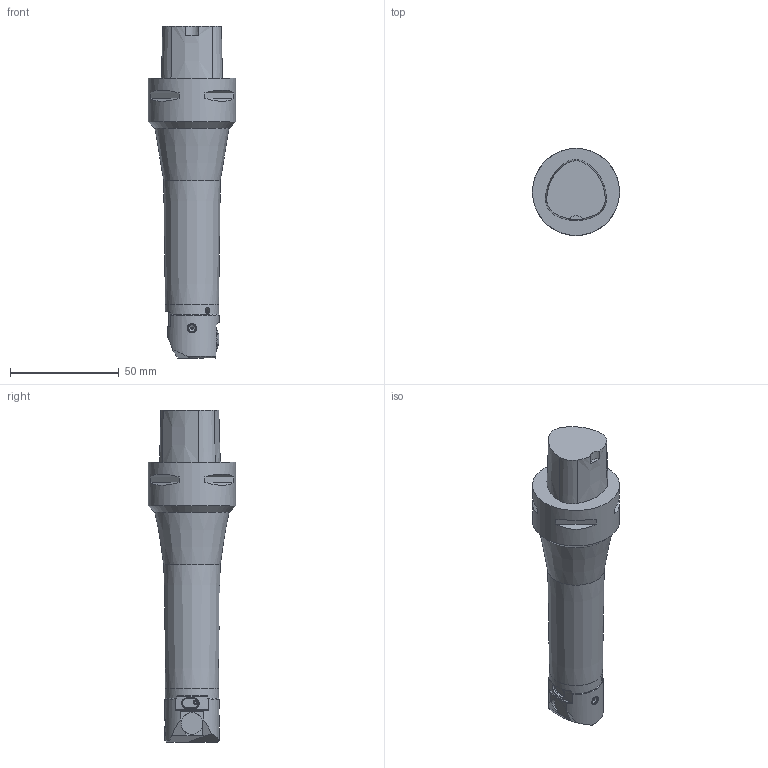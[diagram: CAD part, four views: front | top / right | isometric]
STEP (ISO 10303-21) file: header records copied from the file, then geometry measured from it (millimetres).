
FILE_DESCRIPTION(/* description */ (''),/* implementation_level */ '2;1');
FILE_NAME(/* name */ '1694594150361.stp',/* time_stamp */ '2023-09-13T10:35:56+02:00',/* author */ (''),/* organization */ ('SMS'),/* preprocessor_version */ 'ST-DEVELOPER v16.7',/* originating_system */ 'SIEMENS PLM Software NX 12.0',/* authorisation */ '');
FILE_SCHEMA (('AUTOMOTIVE_DESIGN { 1 0 10303 214 3 1 1 1 }'));
Length unit declared in the file: millimetre
Products named in the file (1): 111165979mod000_02
Bounding box: 40 x 40 x 152.5 mm (x, y, z)
Volume: 98296.8 mm3; surface area: 16958.4 mm2
Topology: 2 solids, 2 shells, 353 faces, 961 edges, 637 vertices
Faces by surface type: plane 294, cone 28, cylinder 25, torus 4, sphere 2
Full cylindrical faces by diameter (mm): 1 x1, 1.6 x2, 2 x1, 2.2 x2, 2.6 x2, 3 x1, 4 x1, 4.015 x1, 4.25 x1, 5 x1, 5.19 x1, 10 x2, 24.47 x1, 40 x1
Entity records: 11390 total; most frequent: CARTESIAN_POINT 2848, ORIENTED_EDGE 1824, DIRECTION 1608, EDGE_CURVE 912, VERTEX_POINT 617, LINE 556, VECTOR 556, AXIS2_PLACEMENT_3D 526
